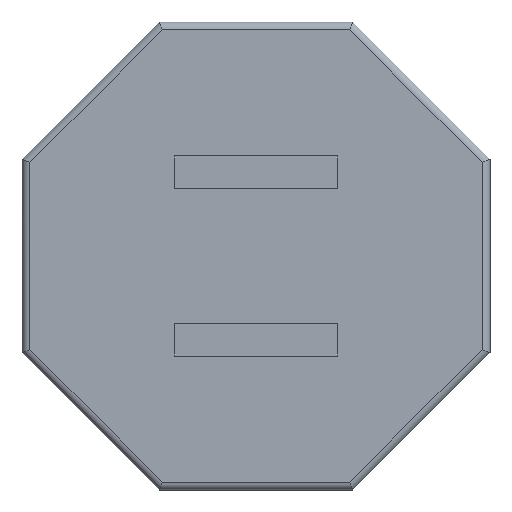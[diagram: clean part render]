
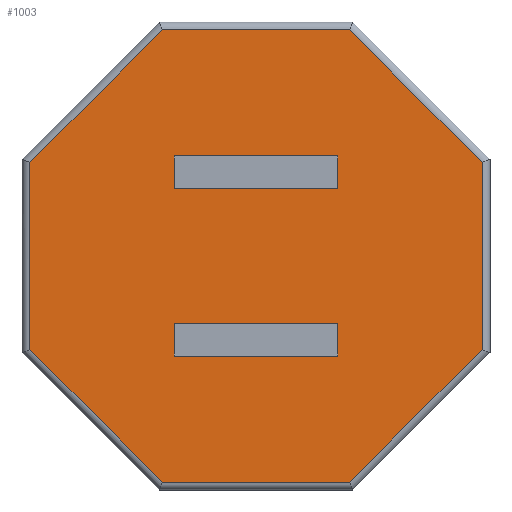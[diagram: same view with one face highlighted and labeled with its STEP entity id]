
A CAD part, front view. The second image highlights one B-rep face of the part: STEP entity #1003.
In plain terms, the highlighted planar face has unit normal (0, -1, 0).
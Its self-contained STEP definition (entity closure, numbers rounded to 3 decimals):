
#39=FACE_BOUND('',#174,.T.);
#40=FACE_BOUND('',#175,.T.);
#57=PLANE('',#1100);
#107=FACE_OUTER_BOUND('',#173,.T.);
#173=EDGE_LOOP('',(#789,#790,#791,#792,#793,#794,#795,#796));
#174=EDGE_LOOP('',(#797,#798,#799,#800));
#175=EDGE_LOOP('',(#801,#802,#803,#804));
#213=LINE('',#1450,#329);
#217=LINE('',#1458,#333);
#220=LINE('',#1464,#336);
#223=LINE('',#1469,#339);
#225=LINE('',#1475,#341);
#229=LINE('',#1483,#345);
#232=LINE('',#1489,#348);
#235=LINE('',#1494,#351);
#237=LINE('',#1500,#353);
#239=LINE('',#1508,#355);
#242=LINE('',#1519,#358);
#243=LINE('',#1522,#359);
#246=LINE('',#1528,#362);
#248=LINE('',#1534,#364);
#250=LINE('',#1540,#366);
#252=LINE('',#1544,#368);
#329=VECTOR('',#1172,10.);
#333=VECTOR('',#1178,10.);
#336=VECTOR('',#1183,10.);
#339=VECTOR('',#1188,10.);
#341=VECTOR('',#1194,10.);
#345=VECTOR('',#1200,10.);
#348=VECTOR('',#1205,10.);
#351=VECTOR('',#1210,10.);
#353=VECTOR('',#1216,10.);
#355=VECTOR('',#1224,10.);
#358=VECTOR('',#1233,10.);
#359=VECTOR('',#1238,10.);
#362=VECTOR('',#1243,10.);
#364=VECTOR('',#1249,10.);
#366=VECTOR('',#1255,10.);
#368=VECTOR('',#1261,10.);
#457=VERTEX_POINT('',#1448);
#458=VERTEX_POINT('',#1449);
#461=VERTEX_POINT('',#1457);
#463=VERTEX_POINT('',#1463);
#465=VERTEX_POINT('',#1473);
#466=VERTEX_POINT('',#1474);
#469=VERTEX_POINT('',#1482);
#471=VERTEX_POINT('',#1488);
#473=VERTEX_POINT('',#1498);
#474=VERTEX_POINT('',#1499);
#477=VERTEX_POINT('',#1507);
#481=VERTEX_POINT('',#1516);
#482=VERTEX_POINT('',#1518);
#484=VERTEX_POINT('',#1527);
#486=VERTEX_POINT('',#1533);
#488=VERTEX_POINT('',#1539);
#549=EDGE_CURVE('',#457,#458,#213,.T.);
#553=EDGE_CURVE('',#458,#461,#217,.T.);
#556=EDGE_CURVE('',#461,#463,#220,.T.);
#559=EDGE_CURVE('',#463,#457,#223,.T.);
#561=EDGE_CURVE('',#465,#466,#225,.T.);
#565=EDGE_CURVE('',#466,#469,#229,.T.);
#568=EDGE_CURVE('',#469,#471,#232,.T.);
#571=EDGE_CURVE('',#471,#465,#235,.T.);
#573=EDGE_CURVE('',#473,#474,#237,.T.);
#577=EDGE_CURVE('',#474,#477,#239,.T.);
#582=EDGE_CURVE('',#481,#482,#242,.T.);
#584=EDGE_CURVE('',#477,#481,#243,.T.);
#587=EDGE_CURVE('',#482,#484,#246,.T.);
#590=EDGE_CURVE('',#484,#486,#248,.T.);
#593=EDGE_CURVE('',#486,#488,#250,.T.);
#596=EDGE_CURVE('',#488,#473,#252,.T.);
#789=ORIENTED_EDGE('',*,*,#582,.F.);
#790=ORIENTED_EDGE('',*,*,#584,.F.);
#791=ORIENTED_EDGE('',*,*,#577,.F.);
#792=ORIENTED_EDGE('',*,*,#573,.F.);
#793=ORIENTED_EDGE('',*,*,#596,.F.);
#794=ORIENTED_EDGE('',*,*,#593,.F.);
#795=ORIENTED_EDGE('',*,*,#590,.F.);
#796=ORIENTED_EDGE('',*,*,#587,.F.);
#797=ORIENTED_EDGE('',*,*,#549,.T.);
#798=ORIENTED_EDGE('',*,*,#553,.T.);
#799=ORIENTED_EDGE('',*,*,#556,.T.);
#800=ORIENTED_EDGE('',*,*,#559,.T.);
#801=ORIENTED_EDGE('',*,*,#561,.T.);
#802=ORIENTED_EDGE('',*,*,#565,.T.);
#803=ORIENTED_EDGE('',*,*,#568,.T.);
#804=ORIENTED_EDGE('',*,*,#571,.T.);
#1003=ADVANCED_FACE('',(#107,#39,#40),#57,.F.);
#1100=AXIS2_PLACEMENT_3D('',#1563,#1279,#1280);
#1172=DIRECTION('',(0.,0.,1.));
#1178=DIRECTION('',(1.,0.,0.));
#1183=DIRECTION('',(0.,0.,-1.));
#1188=DIRECTION('',(-1.,0.,0.));
#1194=DIRECTION('',(-1.,0.,0.));
#1200=DIRECTION('',(0.,0.,1.));
#1205=DIRECTION('',(1.,0.,0.));
#1210=DIRECTION('',(0.,0.,-1.));
#1216=DIRECTION('',(-1.,0.,0.));
#1224=DIRECTION('',(-0.707,0.,0.707));
#1233=DIRECTION('',(0.707,0.,0.707));
#1238=DIRECTION('',(0.,0.,1.));
#1243=DIRECTION('',(1.,0.,0.));
#1249=DIRECTION('',(0.707,0.,-0.707));
#1255=DIRECTION('',(0.,0.,-1.));
#1261=DIRECTION('',(-0.707,0.,-0.707));
#1279=DIRECTION('center_axis',(0.,1.,0.));
#1280=DIRECTION('ref_axis',(0.,0.,1.));
#1448=CARTESIAN_POINT('',(-12.5,0.,-15.3));
#1449=CARTESIAN_POINT('',(-12.5,0.,-10.3));
#1450=CARTESIAN_POINT('',(-12.5,0.,-5.15));
#1457=CARTESIAN_POINT('',(12.5,0.,-10.3));
#1458=CARTESIAN_POINT('',(6.25,0.,-10.3));
#1463=CARTESIAN_POINT('',(12.5,0.,-15.3));
#1464=CARTESIAN_POINT('',(12.5,0.,-7.65));
#1469=CARTESIAN_POINT('',(-6.25,0.,-15.3));
#1473=CARTESIAN_POINT('',(12.5,0.,10.3));
#1474=CARTESIAN_POINT('',(-12.5,0.,10.3));
#1475=CARTESIAN_POINT('',(-6.25,0.,10.3));
#1482=CARTESIAN_POINT('',(-12.5,0.,15.3));
#1483=CARTESIAN_POINT('',(-12.5,0.,7.65));
#1488=CARTESIAN_POINT('',(12.5,0.,15.3));
#1489=CARTESIAN_POINT('',(6.25,0.,15.3));
#1494=CARTESIAN_POINT('',(12.5,0.,5.15));
#1498=CARTESIAN_POINT('',(14.328,0.,-34.592));
#1499=CARTESIAN_POINT('',(-14.328,0.,-34.592));
#1500=CARTESIAN_POINT('',(7.413,0.,-34.592));
#1507=CARTESIAN_POINT('',(-34.592,0.,-14.328));
#1508=CARTESIAN_POINT('',(-19.219,0.,-29.702));
#1516=CARTESIAN_POINT('',(-34.592,0.,14.328));
#1518=CARTESIAN_POINT('',(-14.328,0.,34.592));
#1519=CARTESIAN_POINT('',(-29.702,0.,19.219));
#1522=CARTESIAN_POINT('',(-34.592,0.,-7.413));
#1527=CARTESIAN_POINT('',(14.328,0.,34.592));
#1528=CARTESIAN_POINT('',(-7.413,0.,34.592));
#1533=CARTESIAN_POINT('',(34.592,0.,14.328));
#1534=CARTESIAN_POINT('',(19.219,0.,29.702));
#1539=CARTESIAN_POINT('',(34.592,0.,-14.328));
#1540=CARTESIAN_POINT('',(34.592,0.,7.413));
#1544=CARTESIAN_POINT('',(29.702,0.,-19.219));
#1563=CARTESIAN_POINT('Origin',(0.,0.,0.));
